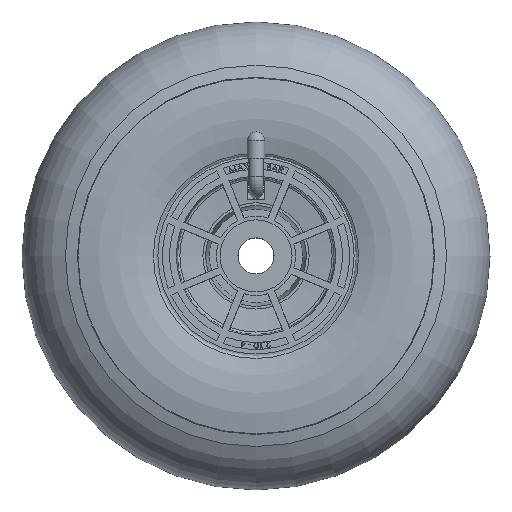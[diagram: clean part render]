
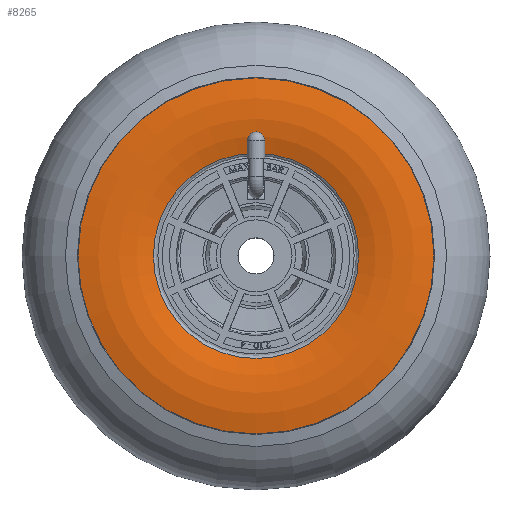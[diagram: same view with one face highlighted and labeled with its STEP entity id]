
A CAD part, top view. The second image highlights one B-rep face of the part: STEP entity #8265.
In plain terms, the highlighted toroidal (fillet/blend) face has major radius 80.222 mm and minor radius 70 mm.
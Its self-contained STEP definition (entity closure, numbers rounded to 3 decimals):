
#361 = DIRECTION ( 'NONE',  ( 0., 0., 1. ) ) ;
#690 = EDGE_LOOP ( 'NONE', ( #13726 ) ) ;
#968 = CARTESIAN_POINT ( 'NONE',  ( 57.005, 0., 38.578 ) ) ;
#2192 = VERTEX_POINT ( 'NONE', #16526 ) ;
#2224 = AXIS2_PLACEMENT_3D ( 'NONE', #22079, #14027, #12302 ) ;
#2617 = CIRCLE ( 'NONE', #23881, 57.005 ) ;
#2629 = TOROIDAL_SURFACE ( 'NONE', #5465, 80.222, 70. ) ;
#4401 = EDGE_LOOP ( 'NONE', ( #8663 ) ) ;
#5465 = AXIS2_PLACEMENT_3D ( 'NONE', #9315, #9148, #10933 ) ;
#6507 = CARTESIAN_POINT ( 'NONE',  ( 0., 0., 38.578 ) ) ;
#7387 = EDGE_CURVE ( 'NONE', #11101, #11101, #2617, .T. ) ;
#8265 = ADVANCED_FACE ( 'NONE', ( #11871, #14336 ), #2629, .T. ) ;
#8663 = ORIENTED_EDGE ( 'NONE', *, *, #10969, .T. ) ;
#9148 = DIRECTION ( 'NONE',  ( 0., 0., 1. ) ) ;
#9315 = CARTESIAN_POINT ( 'NONE',  ( 0., 0., -27.46 ) ) ;
#10933 = DIRECTION ( 'NONE',  ( 1., 0., 0. ) ) ;
#10969 = EDGE_CURVE ( 'NONE', #2192, #2192, #12378, .T. ) ;
#11101 = VERTEX_POINT ( 'NONE', #968 ) ;
#11871 = FACE_OUTER_BOUND ( 'NONE', #4401, .T. ) ;
#12160 = DIRECTION ( 'NONE',  ( 1., 0., 0. ) ) ;
#12302 = DIRECTION ( 'NONE',  ( 1., 0., 0. ) ) ;
#12378 = CIRCLE ( 'NONE', #2224, 98.908 ) ;
#13726 = ORIENTED_EDGE ( 'NONE', *, *, #7387, .F. ) ;
#14027 = DIRECTION ( 'NONE',  ( 0., 0., 1. ) ) ;
#14336 = FACE_OUTER_BOUND ( 'NONE', #690, .T. ) ;
#16526 = CARTESIAN_POINT ( 'NONE',  ( 98.908, 0., 40. ) ) ;
#22079 = CARTESIAN_POINT ( 'NONE',  ( 0., 0., 40. ) ) ;
#23881 = AXIS2_PLACEMENT_3D ( 'NONE', #6507, #361, #12160 ) ;
